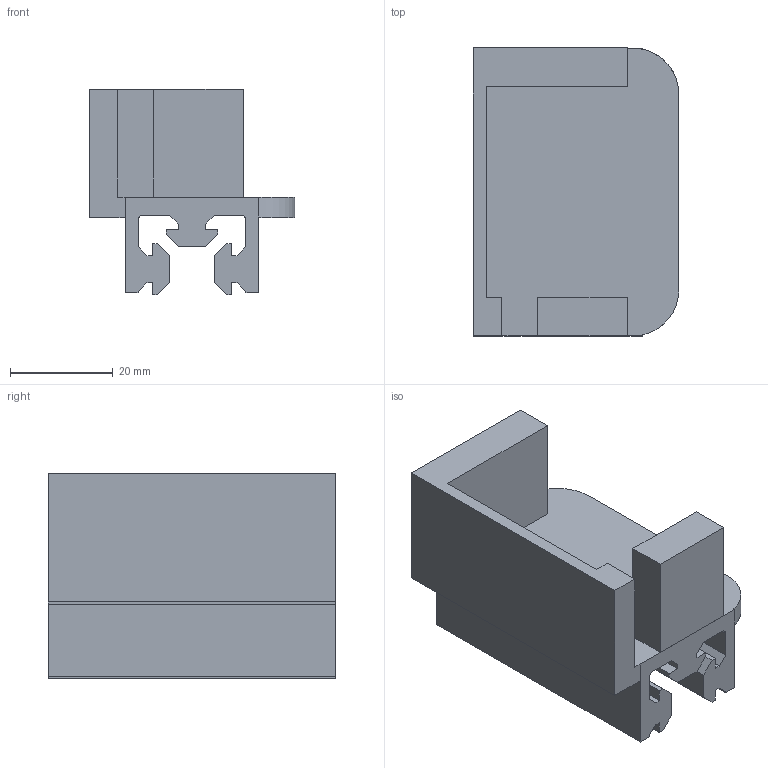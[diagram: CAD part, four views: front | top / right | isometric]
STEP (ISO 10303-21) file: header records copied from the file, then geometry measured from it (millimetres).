
FILE_DESCRIPTION(/* description */ (''),/* implementation_level */ '2;1');
FILE_NAME(/* name */ 'FA_VslotServoMount.step',/* time_stamp */ '2025-05-21T10:46:58-04:00',/* author */ (''),/* organization */ (''),/* preprocessor_version */ 'ST-DEVELOPER v20.1',/* originating_system */ 'Autodesk Translation Framework v14.10.0.0',/* authorisation */ '');
FILE_SCHEMA (('AUTOMOTIVE_DESIGN { 1 0 10303 214 3 1 1 }'));
Length unit declared in the file: millimetre
Products named in the file (1): Soporte Servo V-slot
Bounding box: 40 x 56 x 39.99 mm (x, y, z)
Volume: 30086 mm3; surface area: 16968.8 mm2
Topology: 1 solids, 1 shells, 158 faces, 452 edges, 301 vertices
Faces by surface type: cylinder 80, plane 70, bspline 8
Full cylindrical faces by diameter (mm): 3.783 x12, 4.613 x8
Entity records: 10062 total; most frequent: CARTESIAN_POINT 6216, ORIENTED_EDGE 904, DIRECTION 619, EDGE_CURVE 452, VERTEX_POINT 301, LINE 259, VECTOR 259, AXIS2_PLACEMENT_3D 180
